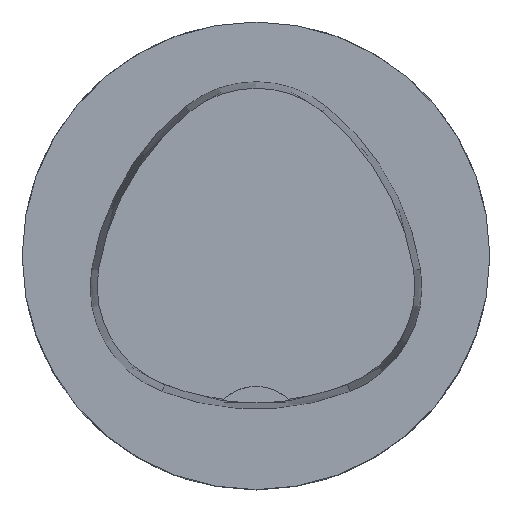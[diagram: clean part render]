
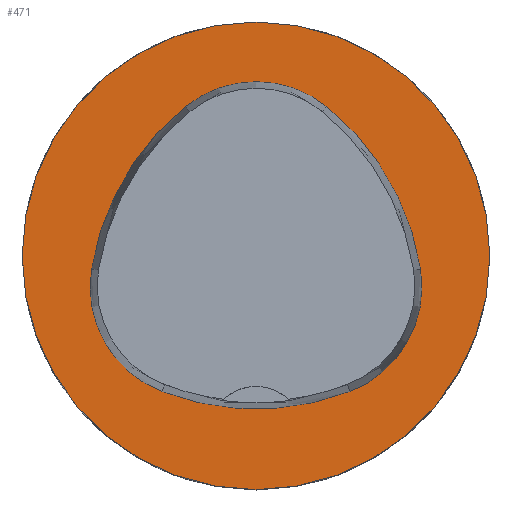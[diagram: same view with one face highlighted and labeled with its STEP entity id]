
A CAD part, top view. The second image highlights one B-rep face of the part: STEP entity #471.
In plain terms, the highlighted planar face has unit normal (0, 0, 1).
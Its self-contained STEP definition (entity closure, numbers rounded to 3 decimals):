
#207=PLANE('',#4819);
#323=FACE_BOUND('',#1032,.T.);
#324=FACE_BOUND('',#1033,.T.);
#471=ADVANCED_FACE('',(#323,#324),#207,.T.);
#1032=EDGE_LOOP('',(#2330,#2331,#2332,#2333,#2334,#2335));
#1033=EDGE_LOOP('',(#2336));
#1312=CIRCLE('',#4791,25.);
#1313=CIRCLE('',#4797,28.);
#1315=CIRCLE('',#4800,12.);
#1317=CIRCLE('',#4803,28.);
#1319=CIRCLE('',#4806,12.);
#1323=CIRCLE('',#4811,28.);
#1325=CIRCLE('',#4814,12.);
#2330=ORIENTED_EDGE('',*,*,#4006,.T.);
#2331=ORIENTED_EDGE('',*,*,#3986,.T.);
#2332=ORIENTED_EDGE('',*,*,#3990,.T.);
#2333=ORIENTED_EDGE('',*,*,#3993,.T.);
#2334=ORIENTED_EDGE('',*,*,#3996,.T.);
#2335=ORIENTED_EDGE('',*,*,#4004,.T.);
#2336=ORIENTED_EDGE('',*,*,#3977,.F.);
#3518=VERTEX_POINT('',#7540);
#3527=VERTEX_POINT('',#7559);
#3528=VERTEX_POINT('',#7560);
#3531=VERTEX_POINT('',#7568);
#3533=VERTEX_POINT('',#7574);
#3535=VERTEX_POINT('',#7580);
#3542=VERTEX_POINT('',#7601);
#3977=EDGE_CURVE('',#3518,#3518,#1312,.T.);
#3986=EDGE_CURVE('',#3527,#3528,#1313,.T.);
#3990=EDGE_CURVE('',#3528,#3531,#1315,.T.);
#3993=EDGE_CURVE('',#3531,#3533,#1317,.T.);
#3996=EDGE_CURVE('',#3533,#3535,#1319,.T.);
#4004=EDGE_CURVE('',#3535,#3542,#1323,.T.);
#4006=EDGE_CURVE('',#3542,#3527,#1325,.T.);
#4791=AXIS2_PLACEMENT_3D('',#7539,#5441,#5442);
#4797=AXIS2_PLACEMENT_3D('',#7558,#5457,#5458);
#4800=AXIS2_PLACEMENT_3D('',#7567,#5465,#5466);
#4803=AXIS2_PLACEMENT_3D('',#7573,#5472,#5473);
#4806=AXIS2_PLACEMENT_3D('',#7579,#5479,#5480);
#4811=AXIS2_PLACEMENT_3D('',#7602,#5491,#5492);
#4814=AXIS2_PLACEMENT_3D('',#7605,#5497,#5498);
#4819=AXIS2_PLACEMENT_3D('',#7610,#5507,#5508);
#5441=DIRECTION('',(0.,0.,-1.));
#5442=DIRECTION('',(-1.,0.,0.));
#5457=DIRECTION('',(0.,0.,-1.));
#5458=DIRECTION('',(-1.,0.,0.));
#5465=DIRECTION('',(0.,0.,-1.));
#5466=DIRECTION('',(-1.,0.,0.));
#5472=DIRECTION('',(0.,0.,-1.));
#5473=DIRECTION('',(-1.,0.,0.));
#5479=DIRECTION('',(0.,0.,-1.));
#5480=DIRECTION('',(-1.,0.,0.));
#5491=DIRECTION('',(0.,0.,-1.));
#5492=DIRECTION('',(-1.,0.,0.));
#5497=DIRECTION('',(0.,0.,-1.));
#5498=DIRECTION('',(-1.,0.,0.));
#5507=DIRECTION('',(0.,0.,1.));
#5508=DIRECTION('',(1.,0.,0.));
#7539=CARTESIAN_POINT('',(0.,0.,0.));
#7540=CARTESIAN_POINT('',(-25.,0.,0.));
#7558=CARTESIAN_POINT('',(10.068,-5.824,0.));
#7559=CARTESIAN_POINT('',(-17.584,-1.424,0.));
#7560=CARTESIAN_POINT('',(-7.531,15.953,0.));
#7567=CARTESIAN_POINT('',(0.011,6.62,0.));
#7568=CARTESIAN_POINT('',(7.567,15.942,0.));
#7573=CARTESIAN_POINT('',(-10.063,-5.81,0.));
#7574=CARTESIAN_POINT('',(17.59,-1.418,0.));
#7579=CARTESIAN_POINT('',(5.739,-3.3,0.));
#7580=CARTESIAN_POINT('',(10.05,-14.499,0.));
#7601=CARTESIAN_POINT('',(-10.025,-14.516,0.));
#7602=CARTESIAN_POINT('',(-0.01,11.631,0.));
#7605=CARTESIAN_POINT('',(-5.733,-3.31,0.));
#7610=CARTESIAN_POINT('',(0.,0.,0.));
